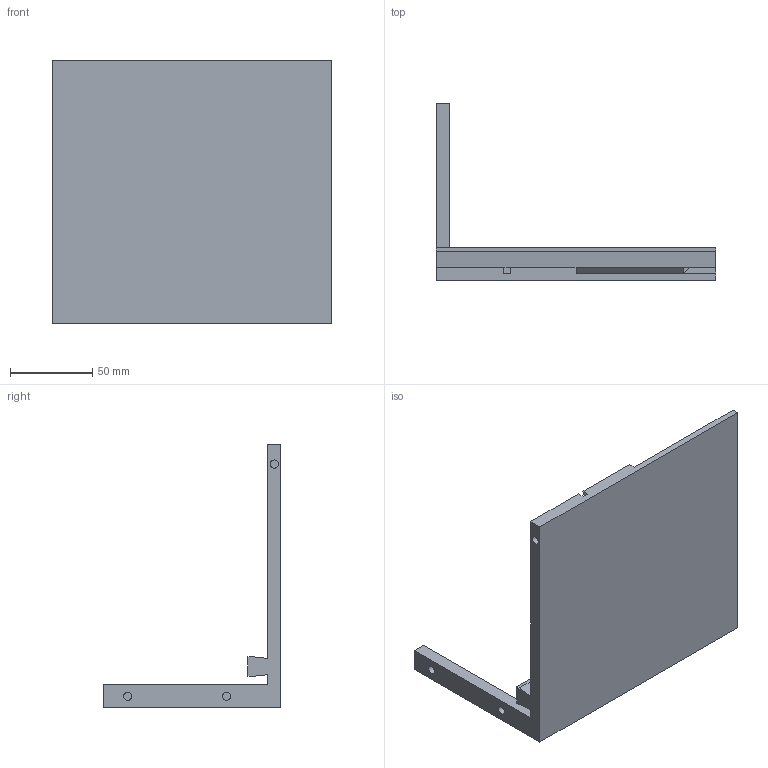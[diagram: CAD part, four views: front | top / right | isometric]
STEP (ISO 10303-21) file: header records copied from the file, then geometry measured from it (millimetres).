
FILE_DESCRIPTION(('FreeCAD Model'),'2;1');
FILE_NAME('Open CASCADE Shape Model','2025-05-28T20:52:51',(''),(''), 'Open CASCADE STEP processor 7.8','FreeCAD','Unknown');
FILE_SCHEMA(('AUTOMOTIVE_DESIGN { 1 0 10303 214 1 1 1 1 }'));
Length unit declared in the file: millimetre
Products named in the file (1): 9BackPart
Bounding box: 170 x 108 x 160 mm (x, y, z)
Volume: 239552.6 mm3; surface area: 70199.4 mm2
Topology: 1 solids, 1 shells, 68 faces, 181 edges, 120 vertices
Faces by surface type: plane 36, extrusion 29, cylinder 3
Full cylindrical faces by diameter (mm): 5 x3
Entity records: 2508 total; most frequent: CARTESIAN_POINT 897, ORIENTED_EDGE 362, DIRECTION 238, EDGE_CURVE 181, VECTOR 146, VERTEX_POINT 120, LINE 117, B_SPLINE_CURVE_WITH_KNOTS 87
